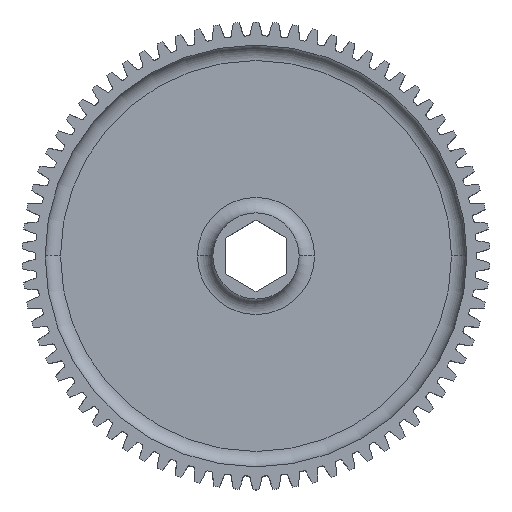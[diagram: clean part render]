
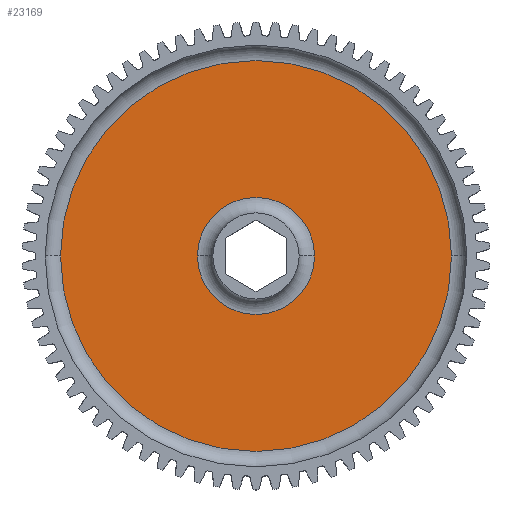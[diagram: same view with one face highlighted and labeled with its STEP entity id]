
A CAD part, top view. The second image highlights one B-rep face of the part: STEP entity #23169.
In plain terms, the highlighted planar face has unit normal (0, 0, 1).
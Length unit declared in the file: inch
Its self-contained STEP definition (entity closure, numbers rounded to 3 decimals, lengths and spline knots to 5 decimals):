
#2296 = CIRCLE ( 'NONE', #22641, 0.475 ) ;
#2435 = CIRCLE ( 'NONE', #8780, 0.475 ) ;
#3059 = VERTEX_POINT ( 'NONE', #5919 ) ;
#3808 = CARTESIAN_POINT ( 'NONE',  ( 0., 0., 0.045 ) ) ;
#4622 = AXIS2_PLACEMENT_3D ( 'NONE', #3808, #13307, #11507 ) ;
#5584 = AXIS2_PLACEMENT_3D ( 'NONE', #11757, #20072, #8371 ) ;
#5585 = CIRCLE ( 'NONE', #4622, 1.5875 ) ;
#5919 = CARTESIAN_POINT ( 'NONE',  ( -1.5875, 0., 0.045 ) ) ;
#6418 = AXIS2_PLACEMENT_3D ( 'NONE', #8402, #20535, #14586 ) ;
#6496 = FACE_BOUND ( 'NONE', #11584, .T. ) ;
#6663 = DIRECTION ( 'NONE',  ( 0., 0., -1. ) ) ;
#7337 = EDGE_CURVE ( 'NONE', #22013, #10576, #2435, .T. ) ;
#8371 = DIRECTION ( 'NONE',  ( 1., 0., 0. ) ) ;
#8402 = CARTESIAN_POINT ( 'NONE',  ( 0., 0., 0.045 ) ) ;
#8780 = AXIS2_PLACEMENT_3D ( 'NONE', #24401, #6663, #12621 ) ;
#10576 = VERTEX_POINT ( 'NONE', #11506 ) ;
#11506 = CARTESIAN_POINT ( 'NONE',  ( 0.475, 0., 0.045 ) ) ;
#11507 = DIRECTION ( 'NONE',  ( 1., 0., 0. ) ) ;
#11584 = EDGE_LOOP ( 'NONE', ( #13840, #15070 ) ) ;
#11675 = PLANE ( 'NONE',  #5584 ) ;
#11757 = CARTESIAN_POINT ( 'NONE',  ( 0., 0., 0.045 ) ) ;
#12621 = DIRECTION ( 'NONE',  ( 1., 0., 0. ) ) ;
#13307 = DIRECTION ( 'NONE',  ( 0., 0., 1. ) ) ;
#13328 = CIRCLE ( 'NONE', #6418, 1.5875 ) ;
#13840 = ORIENTED_EDGE ( 'NONE', *, *, #13870, .T. ) ;
#13870 = EDGE_CURVE ( 'NONE', #10576, #22013, #2296, .T. ) ;
#13876 = DIRECTION ( 'NONE',  ( 1., 0., 0. ) ) ;
#14586 = DIRECTION ( 'NONE',  ( 1., 0., 0. ) ) ;
#15070 = ORIENTED_EDGE ( 'NONE', *, *, #7337, .T. ) ;
#15400 = ORIENTED_EDGE ( 'NONE', *, *, #21373, .T. ) ;
#17718 = DIRECTION ( 'NONE',  ( 0., 0., -1. ) ) ;
#18659 = CARTESIAN_POINT ( 'NONE',  ( -0.475, 0., 0.045 ) ) ;
#19385 = ORIENTED_EDGE ( 'NONE', *, *, #25560, .T. ) ;
#19689 = EDGE_LOOP ( 'NONE', ( #19385, #15400 ) ) ;
#20072 = DIRECTION ( 'NONE',  ( 0., 0., 1. ) ) ;
#20099 = FACE_OUTER_BOUND ( 'NONE', #19689, .T. ) ;
#20535 = DIRECTION ( 'NONE',  ( 0., 0., 1. ) ) ;
#20961 = VERTEX_POINT ( 'NONE', #24711 ) ;
#21373 = EDGE_CURVE ( 'NONE', #3059, #20961, #13328, .T. ) ;
#21786 = CARTESIAN_POINT ( 'NONE',  ( 0., 0., 0.045 ) ) ;
#22013 = VERTEX_POINT ( 'NONE', #18659 ) ;
#22641 = AXIS2_PLACEMENT_3D ( 'NONE', #21786, #17718, #13876 ) ;
#23169 = ADVANCED_FACE ( 'NONE', ( #6496, #20099 ), #11675, .T. ) ;
#24401 = CARTESIAN_POINT ( 'NONE',  ( 0., 0., 0.045 ) ) ;
#24711 = CARTESIAN_POINT ( 'NONE',  ( 1.5875, 0., 0.045 ) ) ;
#25560 = EDGE_CURVE ( 'NONE', #20961, #3059, #5585, .T. ) ;
